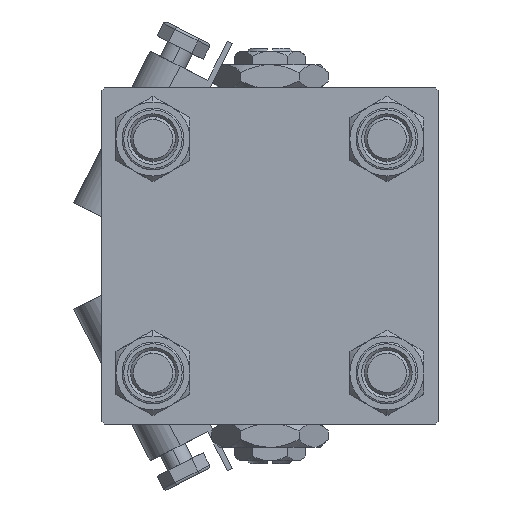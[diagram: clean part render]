
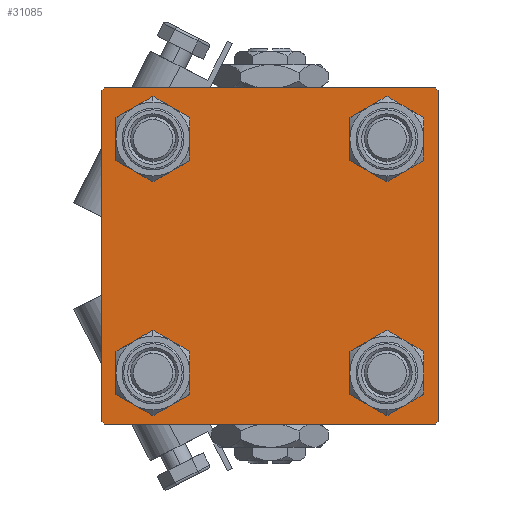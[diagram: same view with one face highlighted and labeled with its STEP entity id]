
A CAD part, left-side view. The second image highlights one B-rep face of the part: STEP entity #31085.
In plain terms, the highlighted planar face has unit normal (-1, 0, 0).
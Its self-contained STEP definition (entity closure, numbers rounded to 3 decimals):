
#3 = DIRECTION ( 'NONE',  ( 0., 0., 1. ) ) ;
#309 = VERTEX_POINT ( 'NONE', #3841 ) ;
#429 = AXIS2_PLACEMENT_3D ( 'NONE', #8129, #4066, #4852 ) ;
#1063 = CARTESIAN_POINT ( 'NONE',  ( 0., 20.85, -25.35 ) ) ;
#1338 = EDGE_LOOP ( 'NONE', ( #41597, #46981, #1961, #32228, #12139, #21196, #6373, #23403 ) ) ;
#1791 = CARTESIAN_POINT ( 'NONE',  ( 0., 30., 30. ) ) ;
#1961 = ORIENTED_EDGE ( 'NONE', *, *, #8386, .T. ) ;
#2052 = CIRCLE ( 'NONE', #48755, 4.5 ) ;
#2080 = DIRECTION ( 'NONE',  ( 1., 0., 0. ) ) ;
#3142 = LINE ( 'NONE', #24238, #26590 ) ;
#3265 = VERTEX_POINT ( 'NONE', #30003 ) ;
#3478 = EDGE_CURVE ( 'NONE', #7166, #17750, #44448, .T. ) ;
#3792 = EDGE_CURVE ( 'NONE', #30977, #7166, #42979, .T. ) ;
#3841 = CARTESIAN_POINT ( 'NONE',  ( 0., -30., 29.5 ) ) ;
#3877 = CIRCLE ( 'NONE', #12509, 4.5 ) ;
#4066 = DIRECTION ( 'NONE',  ( -1., 0., 0. ) ) ;
#4369 = VECTOR ( 'NONE', #49027, 1000. ) ;
#4572 = DIRECTION ( 'NONE',  ( 0., 0., 1. ) ) ;
#4723 = DIRECTION ( 'NONE',  ( 0., 0.707, 0.707 ) ) ;
#4805 = VECTOR ( 'NONE', #4723, 1000. ) ;
#4849 = CARTESIAN_POINT ( 'NONE',  ( 0., 29.5, -30. ) ) ;
#4852 = DIRECTION ( 'NONE',  ( 0., 0., 1. ) ) ;
#5863 = DIRECTION ( 'NONE',  ( 0., 0., -1. ) ) ;
#5878 = AXIS2_PLACEMENT_3D ( 'NONE', #23917, #36150, #49098 ) ;
#6006 = CARTESIAN_POINT ( 'NONE',  ( 0., -20.85, -25.35 ) ) ;
#6373 = ORIENTED_EDGE ( 'NONE', *, *, #41128, .F. ) ;
#6428 = VERTEX_POINT ( 'NONE', #32415 ) ;
#7166 = VERTEX_POINT ( 'NONE', #41985 ) ;
#7230 = CARTESIAN_POINT ( 'NONE',  ( 0., 30., -30. ) ) ;
#7460 = CARTESIAN_POINT ( 'NONE',  ( 0., -29.75, -29.75 ) ) ;
#7503 = EDGE_CURVE ( 'NONE', #48662, #6428, #25107, .T. ) ;
#7743 = EDGE_CURVE ( 'NONE', #309, #3265, #52061, .T. ) ;
#8129 = CARTESIAN_POINT ( 'NONE',  ( 0., 0., 0. ) ) ;
#8386 = EDGE_CURVE ( 'NONE', #17750, #50194, #53518, .T. ) ;
#9123 = CIRCLE ( 'NONE', #36813, 4.5 ) ;
#10053 = DIRECTION ( 'NONE',  ( 1., 0., 0. ) ) ;
#10614 = VERTEX_POINT ( 'NONE', #17529 ) ;
#10839 = ORIENTED_EDGE ( 'NONE', *, *, #40270, .T. ) ;
#10976 = DIRECTION ( 'NONE',  ( 1., 0., 0. ) ) ;
#11256 = CARTESIAN_POINT ( 'NONE',  ( 0., 29.5, 30. ) ) ;
#11907 = CARTESIAN_POINT ( 'NONE',  ( 0., 30., 29.5 ) ) ;
#12139 = ORIENTED_EDGE ( 'NONE', *, *, #7743, .F. ) ;
#12509 = AXIS2_PLACEMENT_3D ( 'NONE', #21362, #40915, #3 ) ;
#13475 = CARTESIAN_POINT ( 'NONE',  ( 0., 20.85, 20.85 ) ) ;
#13498 = AXIS2_PLACEMENT_3D ( 'NONE', #13475, #30563, #4572 ) ;
#13899 = CARTESIAN_POINT ( 'NONE',  ( 0., 20.85, 16.35 ) ) ;
#14528 = CARTESIAN_POINT ( 'NONE',  ( 0., 20.85, -20.85 ) ) ;
#14532 = ORIENTED_EDGE ( 'NONE', *, *, #38261, .T. ) ;
#14620 = VERTEX_POINT ( 'NONE', #21116 ) ;
#15039 = CARTESIAN_POINT ( 'NONE',  ( 0., -20.85, -20.85 ) ) ;
#15699 = EDGE_CURVE ( 'NONE', #50194, #3265, #28576, .T. ) ;
#16769 = FACE_BOUND ( 'NONE', #43015, .T. ) ;
#17029 = AXIS2_PLACEMENT_3D ( 'NONE', #15039, #10976, #28041 ) ;
#17529 = CARTESIAN_POINT ( 'NONE',  ( 0., 20.85, 25.35 ) ) ;
#17750 = VERTEX_POINT ( 'NONE', #4849 ) ;
#18084 = DIRECTION ( 'NONE',  ( 0., 0.707, -0.707 ) ) ;
#18446 = VERTEX_POINT ( 'NONE', #13899 ) ;
#18480 = EDGE_CURVE ( 'NONE', #309, #39380, #21768, .T. ) ;
#18899 = EDGE_CURVE ( 'NONE', #10614, #18446, #9123, .T. ) ;
#19207 = VERTEX_POINT ( 'NONE', #11256 ) ;
#20196 = CARTESIAN_POINT ( 'NONE',  ( 0., -20.85, -20.85 ) ) ;
#20307 = FACE_BOUND ( 'NONE', #21452, .T. ) ;
#21116 = CARTESIAN_POINT ( 'NONE',  ( 0., -20.85, 25.35 ) ) ;
#21196 = ORIENTED_EDGE ( 'NONE', *, *, #18480, .T. ) ;
#21362 = CARTESIAN_POINT ( 'NONE',  ( 0., -20.85, 20.85 ) ) ;
#21433 = CARTESIAN_POINT ( 'NONE',  ( 0., 20.85, 20.85 ) ) ;
#21452 = EDGE_LOOP ( 'NONE', ( #10839, #42216 ) ) ;
#21768 = LINE ( 'NONE', #38857, #4805 ) ;
#22779 = DIRECTION ( 'NONE',  ( 0., 0., 1. ) ) ;
#23044 = CIRCLE ( 'NONE', #13498, 4.5 ) ;
#23094 = ORIENTED_EDGE ( 'NONE', *, *, #49081, .T. ) ;
#23403 = ORIENTED_EDGE ( 'NONE', *, *, #34465, .T. ) ;
#23625 = VERTEX_POINT ( 'NONE', #52128 ) ;
#23917 = CARTESIAN_POINT ( 'NONE',  ( 0., 20.85, -20.85 ) ) ;
#24238 = CARTESIAN_POINT ( 'NONE',  ( 0., 30., 30. ) ) ;
#25107 = CIRCLE ( 'NONE', #41576, 4.5 ) ;
#25416 = LINE ( 'NONE', #38703, #45504 ) ;
#26590 = VECTOR ( 'NONE', #28315, 1000. ) ;
#27932 = EDGE_CURVE ( 'NONE', #38408, #23625, #2052, .T. ) ;
#28041 = DIRECTION ( 'NONE',  ( 0., 0., 1. ) ) ;
#28315 = DIRECTION ( 'NONE',  ( 0., -1., 0. ) ) ;
#28576 = LINE ( 'NONE', #7460, #44503 ) ;
#29238 = CIRCLE ( 'NONE', #5878, 4.5 ) ;
#29458 = VECTOR ( 'NONE', #5863, 1000. ) ;
#29494 = CIRCLE ( 'NONE', #47668, 4.5 ) ;
#30003 = CARTESIAN_POINT ( 'NONE',  ( 0., -30., -29.5 ) ) ;
#30304 = VECTOR ( 'NONE', #47453, 1000. ) ;
#30563 = DIRECTION ( 'NONE',  ( 1., 0., 0. ) ) ;
#30977 = VERTEX_POINT ( 'NONE', #11907 ) ;
#31085 = ADVANCED_FACE ( 'NONE', ( #41972, #20307, #16769, #45229, #49290 ), #36862, .T. ) ;
#31123 = EDGE_CURVE ( 'NONE', #14620, #37213, #3877, .T. ) ;
#32228 = ORIENTED_EDGE ( 'NONE', *, *, #15699, .T. ) ;
#32415 = CARTESIAN_POINT ( 'NONE',  ( 0., 20.85, -16.35 ) ) ;
#34254 = EDGE_LOOP ( 'NONE', ( #35638, #36415 ) ) ;
#34362 = EDGE_CURVE ( 'NONE', #18446, #10614, #23044, .T. ) ;
#34465 = EDGE_CURVE ( 'NONE', #19207, #30977, #25416, .T. ) ;
#35121 = ORIENTED_EDGE ( 'NONE', *, *, #7503, .T. ) ;
#35142 = DIRECTION ( 'NONE',  ( 1., 0., 0. ) ) ;
#35638 = ORIENTED_EDGE ( 'NONE', *, *, #18899, .T. ) ;
#36087 = CARTESIAN_POINT ( 'NONE',  ( 0., 29.75, -29.75 ) ) ;
#36150 = DIRECTION ( 'NONE',  ( 1., 0., 0. ) ) ;
#36415 = ORIENTED_EDGE ( 'NONE', *, *, #34362, .T. ) ;
#36813 = AXIS2_PLACEMENT_3D ( 'NONE', #21433, #10053, #22779 ) ;
#36852 = EDGE_LOOP ( 'NONE', ( #39170, #23094 ) ) ;
#36862 = PLANE ( 'NONE',  #429 ) ;
#37213 = VERTEX_POINT ( 'NONE', #42633 ) ;
#38261 = EDGE_CURVE ( 'NONE', #6428, #48662, #29238, .T. ) ;
#38408 = VERTEX_POINT ( 'NONE', #6006 ) ;
#38703 = CARTESIAN_POINT ( 'NONE',  ( 0., 29.75, 29.75 ) ) ;
#38857 = CARTESIAN_POINT ( 'NONE',  ( 0., -29.75, 29.75 ) ) ;
#39170 = ORIENTED_EDGE ( 'NONE', *, *, #31123, .T. ) ;
#39380 = VERTEX_POINT ( 'NONE', #49306 ) ;
#40246 = DIRECTION ( 'NONE',  ( 0., -0.707, 0.707 ) ) ;
#40270 = EDGE_CURVE ( 'NONE', #23625, #38408, #40430, .T. ) ;
#40289 = DIRECTION ( 'NONE',  ( 0., -1., 0. ) ) ;
#40430 = CIRCLE ( 'NONE', #17029, 4.5 ) ;
#40915 = DIRECTION ( 'NONE',  ( 1., 0., 0. ) ) ;
#41128 = EDGE_CURVE ( 'NONE', #19207, #39380, #3142, .T. ) ;
#41576 = AXIS2_PLACEMENT_3D ( 'NONE', #14528, #2080, #51372 ) ;
#41597 = ORIENTED_EDGE ( 'NONE', *, *, #3792, .T. ) ;
#41972 = FACE_BOUND ( 'NONE', #36852, .T. ) ;
#41985 = CARTESIAN_POINT ( 'NONE',  ( 0., 30., -29.5 ) ) ;
#42216 = ORIENTED_EDGE ( 'NONE', *, *, #27932, .T. ) ;
#42633 = CARTESIAN_POINT ( 'NONE',  ( 0., -20.85, 16.35 ) ) ;
#42979 = LINE ( 'NONE', #1791, #29458 ) ;
#43015 = EDGE_LOOP ( 'NONE', ( #14532, #35121 ) ) ;
#44384 = CARTESIAN_POINT ( 'NONE',  ( 0., -29.5, -30. ) ) ;
#44448 = LINE ( 'NONE', #36087, #4369 ) ;
#44503 = VECTOR ( 'NONE', #40246, 1000. ) ;
#45229 = FACE_BOUND ( 'NONE', #34254, .T. ) ;
#45504 = VECTOR ( 'NONE', #18084, 1000. ) ;
#46981 = ORIENTED_EDGE ( 'NONE', *, *, #3478, .T. ) ;
#47018 = DIRECTION ( 'NONE',  ( 0., 0., 1. ) ) ;
#47453 = DIRECTION ( 'NONE',  ( 0., 0., -1. ) ) ;
#47668 = AXIS2_PLACEMENT_3D ( 'NONE', #50541, #35142, #47018 ) ;
#47856 = DIRECTION ( 'NONE',  ( 1., 0., 0. ) ) ;
#48265 = CARTESIAN_POINT ( 'NONE',  ( 0., -30., 30. ) ) ;
#48662 = VERTEX_POINT ( 'NONE', #1063 ) ;
#48755 = AXIS2_PLACEMENT_3D ( 'NONE', #20196, #47856, #52729 ) ;
#49027 = DIRECTION ( 'NONE',  ( 0., -0.707, -0.707 ) ) ;
#49081 = EDGE_CURVE ( 'NONE', #37213, #14620, #29494, .T. ) ;
#49098 = DIRECTION ( 'NONE',  ( 0., 0., 1. ) ) ;
#49290 = FACE_OUTER_BOUND ( 'NONE', #1338, .T. ) ;
#49306 = CARTESIAN_POINT ( 'NONE',  ( 0., -29.5, 30. ) ) ;
#50194 = VERTEX_POINT ( 'NONE', #44384 ) ;
#50233 = VECTOR ( 'NONE', #40289, 1000. ) ;
#50541 = CARTESIAN_POINT ( 'NONE',  ( 0., -20.85, 20.85 ) ) ;
#51372 = DIRECTION ( 'NONE',  ( 0., 0., 1. ) ) ;
#52061 = LINE ( 'NONE', #48265, #30304 ) ;
#52128 = CARTESIAN_POINT ( 'NONE',  ( 0., -20.85, -16.35 ) ) ;
#52729 = DIRECTION ( 'NONE',  ( 0., 0., 1. ) ) ;
#53518 = LINE ( 'NONE', #7230, #50233 ) ;
